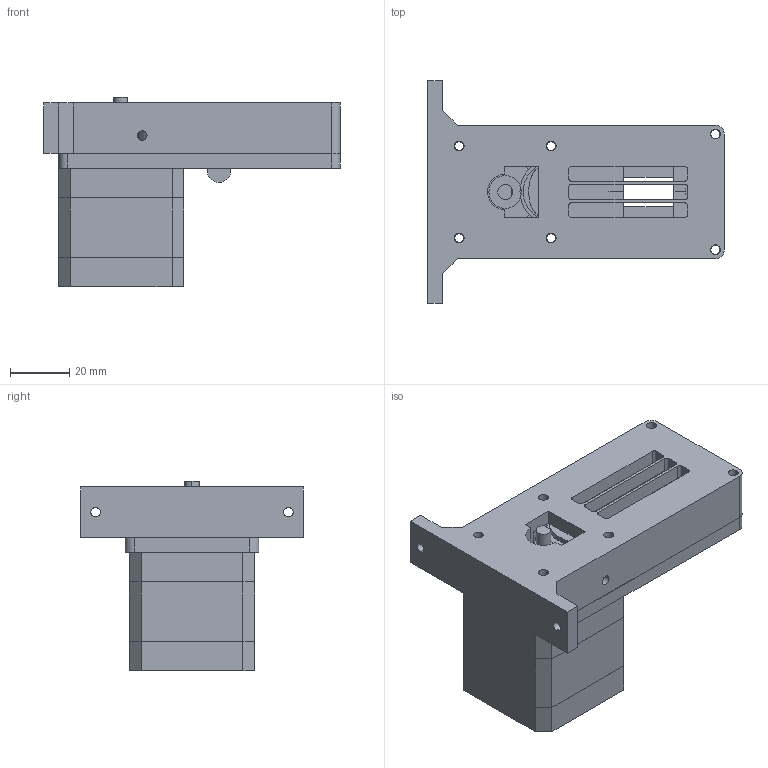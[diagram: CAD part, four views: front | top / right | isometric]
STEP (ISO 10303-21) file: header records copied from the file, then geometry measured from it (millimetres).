
FILE_DESCRIPTION (( 'STEP AP214' ), '1' );
FILE_NAME ('extrudeur_mk7.stp', '2014-03-04T16:51:17', ( '' ), ( '' ), 'SwSTEP 2.0', 'SolidWorks 2014', '' );
FILE_SCHEMA (( 'AUTOMOTIVE_DESIGN' ));
Length unit declared in the file: millimetre
Products named in the file (8): extrudeur_mk7; fond_poussoir_v1_final_1; molette; NEMA 17; poussoir_v1_final_1; bas_v5_final_1; haut_v8_final_1; 608ZZ
Assembly tree (7 placements, depth 2):
  extrudeur_mk7
    fond_poussoir_v1_final_1
    poussoir_v1_final_1
    haut_v8_final_1
    bas_v5_final_1
    NEMA 17
    molette
    608ZZ
Bounding box: 100 x 75 x 64 mm (x, y, z)
Volume: 139448.5 mm3; surface area: 50656 mm2
Topology: 8 solids, 9 shells, 279 faces, 730 edges, 484 vertices
Faces by surface type: plane 141, cylinder 132, bspline 6
Entity records: 12874 total; most frequent: CARTESIAN_POINT 2384, DIRECTION 1529, ORIENTED_EDGE 1460, EDGE_CURVE 730, AXIS2_PLACEMENT_3D 539, VERTEX_POINT 484, VECTOR 451, LINE 451
